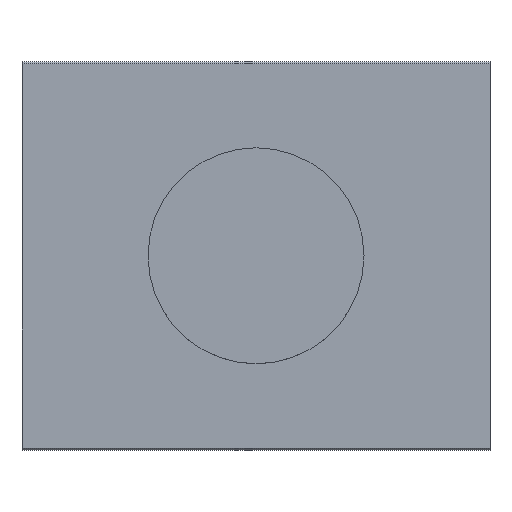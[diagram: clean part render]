
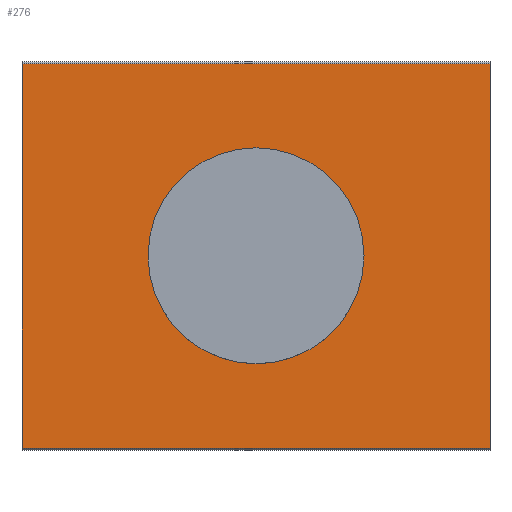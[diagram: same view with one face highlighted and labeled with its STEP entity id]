
A CAD part, top view. The second image highlights one B-rep face of the part: STEP entity #276.
In plain terms, the highlighted planar face has unit normal (0, 0, 1).
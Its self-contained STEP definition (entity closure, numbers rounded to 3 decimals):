
#71=LINE('',#1326,#149);
#73=LINE('',#1332,#151);
#74=LINE('',#1334,#152);
#75=LINE('',#1336,#153);
#149=VECTOR('',#1016,1.);
#151=VECTOR('',#1022,1.);
#152=VECTOR('',#1023,1.);
#153=VECTOR('',#1024,1.);
#204=PLANE('',#885);
#276=ADVANCED_FACE('',(#331,#332),#204,.F.);
#331=FACE_BOUND('',#373,.T.);
#332=FACE_BOUND('',#374,.T.);
#373=EDGE_LOOP('',(#476));
#374=EDGE_LOOP('',(#477,#478,#479,#480));
#476=ORIENTED_EDGE('',*,*,#754,.T.);
#477=ORIENTED_EDGE('',*,*,#755,.T.);
#478=ORIENTED_EDGE('',*,*,#756,.F.);
#479=ORIENTED_EDGE('',*,*,#757,.F.);
#480=ORIENTED_EDGE('',*,*,#752,.T.);
#667=VERTEX_POINT('',#1325);
#668=VERTEX_POINT('',#1327);
#669=VERTEX_POINT('',#1331);
#670=VERTEX_POINT('',#1333);
#671=VERTEX_POINT('',#1335);
#752=EDGE_CURVE('',#668,#667,#71,.T.);
#754=EDGE_CURVE('',#669,#669,#824,.T.);
#755=EDGE_CURVE('',#667,#670,#73,.T.);
#756=EDGE_CURVE('',#671,#670,#74,.T.);
#757=EDGE_CURVE('',#668,#671,#75,.T.);
#824=CIRCLE('',#884,30.);
#884=AXIS2_PLACEMENT_3D('',#1330,#1020,#1021);
#885=AXIS2_PLACEMENT_3D('',#1337,#1025,#1026);
#1016=DIRECTION('',(-1.,0.,0.));
#1020=DIRECTION('',(0.,0.,-1.));
#1021=DIRECTION('',(1.,0.,0.));
#1022=DIRECTION('',(0.,-1.,0.));
#1023=DIRECTION('',(-1.,0.,0.));
#1024=DIRECTION('',(0.,-1.,0.));
#1025=DIRECTION('',(0.,0.,-1.));
#1026=DIRECTION('',(0.,-1.,0.));
#1325=CARTESIAN_POINT('',(-65.,53.4,0.));
#1326=CARTESIAN_POINT('',(65.,53.4,0.));
#1327=CARTESIAN_POINT('',(65.,53.4,0.));
#1330=CARTESIAN_POINT('',(0.,0.,0.));
#1331=CARTESIAN_POINT('',(30.,0.,0.));
#1332=CARTESIAN_POINT('',(-65.,-53.4,0.));
#1333=CARTESIAN_POINT('',(-65.,-53.4,0.));
#1334=CARTESIAN_POINT('',(65.,-53.4,0.));
#1335=CARTESIAN_POINT('',(65.,-53.4,0.));
#1336=CARTESIAN_POINT('',(65.,-53.4,0.));
#1337=CARTESIAN_POINT('',(65.,-53.4,0.));
